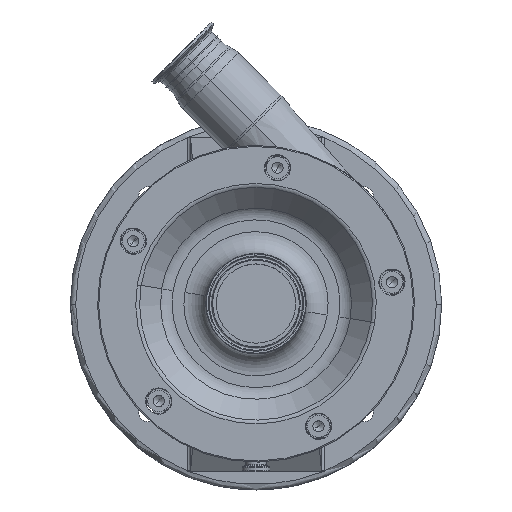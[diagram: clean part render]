
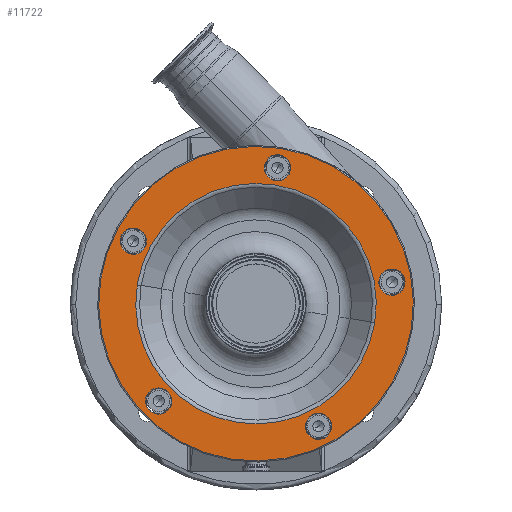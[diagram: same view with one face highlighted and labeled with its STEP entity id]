
A CAD part, top view. The second image highlights one B-rep face of the part: STEP entity #11722.
In plain terms, the highlighted planar face has unit normal (0, 0, 1).
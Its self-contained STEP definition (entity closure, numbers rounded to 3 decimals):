
#15 = AXIS2_PLACEMENT_3D ( 'NONE', #16019, #8288, #16810 ) ;
#25 = FACE_BOUND ( 'NONE', #14139, .T. ) ;
#73 = ORIENTED_EDGE ( 'NONE', *, *, #15052, .F. ) ;
#126 = FACE_BOUND ( 'NONE', #3531, .T. ) ;
#178 = DIRECTION ( 'NONE',  ( 0., 0., 1. ) ) ;
#198 = CARTESIAN_POINT ( 'NONE',  ( -100.415, 55.326, 91.5 ) ) ;
#279 = DIRECTION ( 'NONE',  ( 0.988, -0.156, 0. ) ) ;
#356 = VERTEX_POINT ( 'NONE', #18296 ) ;
#483 = EDGE_CURVE ( 'NONE', #16490, #6904, #4796, .T. ) ;
#700 = EDGE_CURVE ( 'NONE', #17946, #19375, #15206, .T. ) ;
#1278 = AXIS2_PLACEMENT_3D ( 'NONE', #11108, #9284, #15783 ) ;
#1334 = DIRECTION ( 'NONE',  ( 0.988, -0.156, 0. ) ) ;
#1408 = AXIS2_PLACEMENT_3D ( 'NONE', #11713, #19351, #1334 ) ;
#1647 = FACE_BOUND ( 'NONE', #4039, .T. ) ;
#1748 = PLANE ( 'NONE',  #5448 ) ;
#2314 = ORIENTED_EDGE ( 'NONE', *, *, #11106, .F. ) ;
#2432 = EDGE_CURVE ( 'NONE', #9589, #356, #13625, .T. ) ;
#2470 = DIRECTION ( 'NONE',  ( 0.988, -0.156, 0. ) ) ;
#2721 = ORIENTED_EDGE ( 'NONE', *, *, #2432, .F. ) ;
#3026 = CARTESIAN_POINT ( 'NONE',  ( 69.055, -114.144, 91.5 ) ) ;
#3360 = AXIS2_PLACEMENT_3D ( 'NONE', #8584, #14781, #2470 ) ;
#3531 = EDGE_LOOP ( 'NONE', ( #9634, #12852 ) ) ;
#3637 = DIRECTION ( 'NONE',  ( 0., 0., 1. ) ) ;
#3654 = CARTESIAN_POINT ( 'NONE',  ( -112.267, 57.203, 91.5 ) ) ;
#3707 = CARTESIAN_POINT ( 'NONE',  ( -124.119, 59.08, 91.5 ) ) ;
#3728 = CARTESIAN_POINT ( 'NONE',  ( 57.203, -112.267, 91.5 ) ) ;
#3804 = AXIS2_PLACEMENT_3D ( 'NONE', #17385, #9656, #7621 ) ;
#3840 = CARTESIAN_POINT ( 'NONE',  ( 142.227, -22.527, 91.5 ) ) ;
#4039 = EDGE_LOOP ( 'NONE', ( #7071, #17053 ) ) ;
#4042 = DIRECTION ( 'NONE',  ( 0.988, -0.156, 0. ) ) ;
#4151 = AXIS2_PLACEMENT_3D ( 'NONE', #11157, #178, #279 ) ;
#4276 = VERTEX_POINT ( 'NONE', #9386 ) ;
#4306 = AXIS2_PLACEMENT_3D ( 'NONE', #12294, #18509, #19468 ) ;
#4494 = FACE_BOUND ( 'NONE', #13120, .T. ) ;
#4520 = AXIS2_PLACEMENT_3D ( 'NONE', #8726, #7209, #18074 ) ;
#4585 = VERTEX_POINT ( 'NONE', #198 ) ;
#4789 = DIRECTION ( 'NONE',  ( -0.988, 0.156, 0. ) ) ;
#4796 = CIRCLE ( 'NONE', #4151, 12. ) ;
#5103 = EDGE_LOOP ( 'NONE', ( #11910, #2314 ) ) ;
#5424 = AXIS2_PLACEMENT_3D ( 'NONE', #3654, #15843, #8016 ) ;
#5448 = AXIS2_PLACEMENT_3D ( 'NONE', #13948, #20059, #4789 ) ;
#5726 = EDGE_CURVE ( 'NONE', #4585, #12612, #9320, .T. ) ;
#5841 = VERTEX_POINT ( 'NONE', #3840 ) ;
#6412 = CIRCLE ( 'NONE', #3804, 12. ) ;
#6417 = CARTESIAN_POINT ( 'NONE',  ( 31.563, 122.572, 91.5 ) ) ;
#6428 = AXIS2_PLACEMENT_3D ( 'NONE', #13176, #16041, #4042 ) ;
#6521 = EDGE_LOOP ( 'NONE', ( #16593, #73 ) ) ;
#6624 = CIRCLE ( 'NONE', #1408, 12. ) ;
#6673 = CARTESIAN_POINT ( 'NONE',  ( -77.243, -90.973, 91.5 ) ) ;
#6855 = AXIS2_PLACEMENT_3D ( 'NONE', #17983, #13187, #6917 ) ;
#6866 = CIRCLE ( 'NONE', #1278, 12. ) ;
#6904 = VERTEX_POINT ( 'NONE', #19720 ) ;
#6917 = DIRECTION ( 'NONE',  ( 0.988, -0.156, 0. ) ) ;
#7071 = ORIENTED_EDGE ( 'NONE', *, *, #20032, .F. ) ;
#7209 = DIRECTION ( 'NONE',  ( 0., 0., 1. ) ) ;
#7430 = AXIS2_PLACEMENT_3D ( 'NONE', #3728, #16426, #8705 ) ;
#7621 = DIRECTION ( 'NONE',  ( 0.988, -0.156, 0. ) ) ;
#7692 = CARTESIAN_POINT ( 'NONE',  ( 108.716, -17.219, 91.5 ) ) ;
#7741 = FACE_OUTER_BOUND ( 'NONE', #14622, .T. ) ;
#7856 = FACE_BOUND ( 'NONE', #5103, .T. ) ;
#8011 = EDGE_CURVE ( 'NONE', #356, #9589, #8747, .T. ) ;
#8016 = DIRECTION ( 'NONE',  ( 0.988, -0.156, 0. ) ) ;
#8037 = CARTESIAN_POINT ( 'NONE',  ( 45.351, -110.39, 91.5 ) ) ;
#8126 = CIRCLE ( 'NONE', #17884, 144. ) ;
#8288 = DIRECTION ( 'NONE',  ( 0., 0., 1. ) ) ;
#8584 = CARTESIAN_POINT ( 'NONE',  ( -89.095, -89.095, 91.5 ) ) ;
#8705 = DIRECTION ( 'NONE',  ( 0.988, -0.156, 0. ) ) ;
#8726 = CARTESIAN_POINT ( 'NONE',  ( 124.449, 19.711, 91.5 ) ) ;
#8747 = CIRCLE ( 'NONE', #20110, 12. ) ;
#9074 = EDGE_CURVE ( 'NONE', #4276, #15978, #17233, .T. ) ;
#9284 = DIRECTION ( 'NONE',  ( 0., 0., 1. ) ) ;
#9320 = CIRCLE ( 'NONE', #5424, 12. ) ;
#9386 = CARTESIAN_POINT ( 'NONE',  ( -100.948, -87.218, 91.5 ) ) ;
#9589 = VERTEX_POINT ( 'NONE', #18875 ) ;
#9634 = ORIENTED_EDGE ( 'NONE', *, *, #19765, .F. ) ;
#9656 = DIRECTION ( 'NONE',  ( 0., 0., 1. ) ) ;
#9932 = ORIENTED_EDGE ( 'NONE', *, *, #16057, .T. ) ;
#10021 = CIRCLE ( 'NONE', #7430, 12. ) ;
#10308 = EDGE_CURVE ( 'NONE', #16440, #19159, #10021, .T. ) ;
#10889 = CARTESIAN_POINT ( 'NONE',  ( -142.227, 22.527, 91.5 ) ) ;
#10929 = DIRECTION ( 'NONE',  ( 0., 0., 1. ) ) ;
#11106 = EDGE_CURVE ( 'NONE', #6904, #16490, #6412, .T. ) ;
#11108 = CARTESIAN_POINT ( 'NONE',  ( -112.267, 57.203, 91.5 ) ) ;
#11138 = DIRECTION ( 'NONE',  ( 0.988, -0.156, 0. ) ) ;
#11157 = CARTESIAN_POINT ( 'NONE',  ( 19.711, 124.449, 91.5 ) ) ;
#11713 = CARTESIAN_POINT ( 'NONE',  ( 57.203, -112.267, 91.5 ) ) ;
#11722 = ADVANCED_FACE ( 'NONE', ( #4494, #1647, #126, #7856, #25, #7741, #12606 ), #1748, .F. ) ;
#11814 = VERTEX_POINT ( 'NONE', #10889 ) ;
#11910 = ORIENTED_EDGE ( 'NONE', *, *, #483, .F. ) ;
#12020 = CIRCLE ( 'NONE', #15, 144. ) ;
#12294 = CARTESIAN_POINT ( 'NONE',  ( 0., 0., 91.5 ) ) ;
#12409 = CIRCLE ( 'NONE', #4306, 110.071 ) ;
#12606 = FACE_BOUND ( 'NONE', #6521, .T. ) ;
#12612 = VERTEX_POINT ( 'NONE', #3707 ) ;
#12852 = ORIENTED_EDGE ( 'NONE', *, *, #9074, .F. ) ;
#13120 = EDGE_LOOP ( 'NONE', ( #16108, #2721 ) ) ;
#13176 = CARTESIAN_POINT ( 'NONE',  ( 0., 0., 91.5 ) ) ;
#13187 = DIRECTION ( 'NONE',  ( 0., 0., 1. ) ) ;
#13625 = CIRCLE ( 'NONE', #4520, 12. ) ;
#13948 = CARTESIAN_POINT ( 'NONE',  ( 22.527, 142.227, 91.5 ) ) ;
#14139 = EDGE_LOOP ( 'NONE', ( #19350, #17754 ) ) ;
#14307 = CARTESIAN_POINT ( 'NONE',  ( 124.449, 19.711, 91.5 ) ) ;
#14622 = EDGE_LOOP ( 'NONE', ( #19957, #9932 ) ) ;
#14781 = DIRECTION ( 'NONE',  ( 0., 0., 1. ) ) ;
#14915 = CARTESIAN_POINT ( 'NONE',  ( -108.716, 17.219, 91.5 ) ) ;
#15052 = EDGE_CURVE ( 'NONE', #12612, #4585, #6866, .T. ) ;
#15064 = CIRCLE ( 'NONE', #3360, 12. ) ;
#15206 = CIRCLE ( 'NONE', #6428, 110.071 ) ;
#15783 = DIRECTION ( 'NONE',  ( 0.988, -0.156, 0. ) ) ;
#15843 = DIRECTION ( 'NONE',  ( 0., 0., 1. ) ) ;
#15955 = EDGE_CURVE ( 'NONE', #5841, #11814, #8126, .T. ) ;
#15978 = VERTEX_POINT ( 'NONE', #6673 ) ;
#16019 = CARTESIAN_POINT ( 'NONE',  ( 0., 0., 91.5 ) ) ;
#16041 = DIRECTION ( 'NONE',  ( 0., 0., 1. ) ) ;
#16057 = EDGE_CURVE ( 'NONE', #11814, #5841, #12020, .T. ) ;
#16108 = ORIENTED_EDGE ( 'NONE', *, *, #8011, .F. ) ;
#16426 = DIRECTION ( 'NONE',  ( 0., 0., 1. ) ) ;
#16440 = VERTEX_POINT ( 'NONE', #8037 ) ;
#16490 = VERTEX_POINT ( 'NONE', #6417 ) ;
#16593 = ORIENTED_EDGE ( 'NONE', *, *, #5726, .F. ) ;
#16810 = DIRECTION ( 'NONE',  ( 0.988, -0.156, 0. ) ) ;
#17053 = ORIENTED_EDGE ( 'NONE', *, *, #10308, .F. ) ;
#17233 = CIRCLE ( 'NONE', #6855, 12. ) ;
#17385 = CARTESIAN_POINT ( 'NONE',  ( 19.711, 124.449, 91.5 ) ) ;
#17754 = ORIENTED_EDGE ( 'NONE', *, *, #18568, .F. ) ;
#17884 = AXIS2_PLACEMENT_3D ( 'NONE', #18777, #10929, #11138 ) ;
#17946 = VERTEX_POINT ( 'NONE', #7692 ) ;
#17983 = CARTESIAN_POINT ( 'NONE',  ( -89.095, -89.095, 91.5 ) ) ;
#18074 = DIRECTION ( 'NONE',  ( 0.988, -0.156, 0. ) ) ;
#18296 = CARTESIAN_POINT ( 'NONE',  ( 136.301, 17.834, 91.5 ) ) ;
#18509 = DIRECTION ( 'NONE',  ( 0., 0., 1. ) ) ;
#18568 = EDGE_CURVE ( 'NONE', #19375, #17946, #12409, .T. ) ;
#18777 = CARTESIAN_POINT ( 'NONE',  ( 0., 0., 91.5 ) ) ;
#18875 = CARTESIAN_POINT ( 'NONE',  ( 112.596, 21.588, 91.5 ) ) ;
#18998 = DIRECTION ( 'NONE',  ( 0.988, -0.156, 0. ) ) ;
#19159 = VERTEX_POINT ( 'NONE', #3026 ) ;
#19350 = ORIENTED_EDGE ( 'NONE', *, *, #700, .F. ) ;
#19351 = DIRECTION ( 'NONE',  ( 0., 0., 1. ) ) ;
#19375 = VERTEX_POINT ( 'NONE', #14915 ) ;
#19468 = DIRECTION ( 'NONE',  ( 0.988, -0.156, 0. ) ) ;
#19720 = CARTESIAN_POINT ( 'NONE',  ( 7.858, 126.326, 91.5 ) ) ;
#19765 = EDGE_CURVE ( 'NONE', #15978, #4276, #15064, .T. ) ;
#19957 = ORIENTED_EDGE ( 'NONE', *, *, #15955, .T. ) ;
#20032 = EDGE_CURVE ( 'NONE', #19159, #16440, #6624, .T. ) ;
#20059 = DIRECTION ( 'NONE',  ( 0., 0., -1. ) ) ;
#20110 = AXIS2_PLACEMENT_3D ( 'NONE', #14307, #3637, #18998 ) ;
